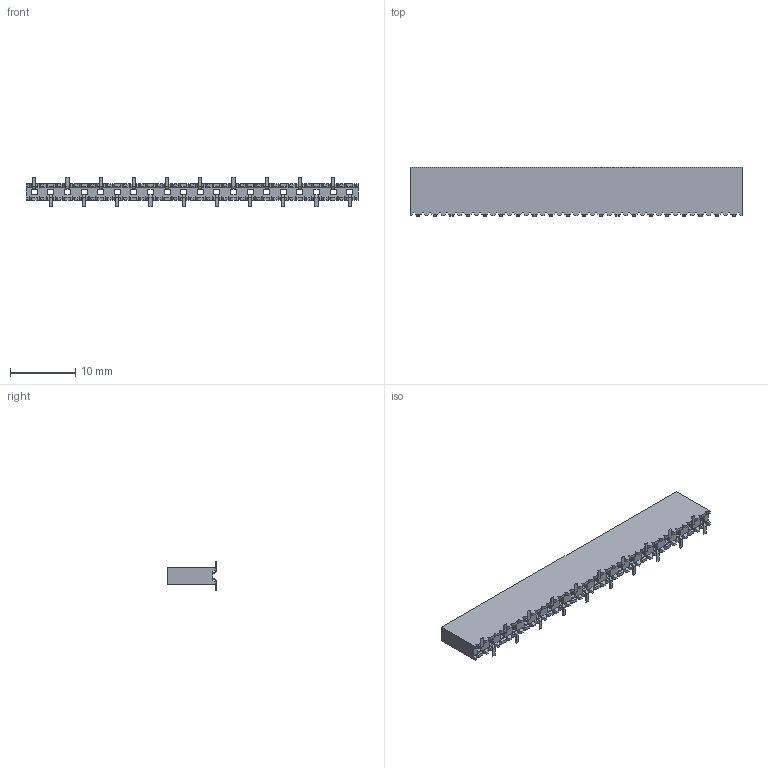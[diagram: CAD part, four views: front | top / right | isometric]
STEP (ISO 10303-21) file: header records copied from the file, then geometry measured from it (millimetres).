
FILE_DESCRIPTION( ( 'STEP AP214' ), ' ' );
FILE_NAME( 'SSM-120-S-SV.stp', '2017-06-27T10:08:39', ( '' ), ( '' ), ' ', 'PARTsolutions', ' ' );
FILE_SCHEMA( ( 'AUTOMOTIVE_DESIGN { 1 0 10303 214 1 1 1 1 }' ) );
Length unit declared in the file: inch
Products named in the file (3): SSM-120-S-SV; _SSM-120-S-SV_body; _C-95-0220
Assembly tree (2 placements, depth 2):
  SSM-120-S-SV
    _SSM-120-S-SV_body
    _C-95-0220
Bounding box: 50.8 x 7.49 x 4.57 mm (x, y, z)
Volume: 785.7 mm3; surface area: 1776.1 mm2
Topology: 2 solids, 2 shells, 729 faces, 2172 edges, 1448 vertices
Faces by surface type: plane 689, cylinder 40
Entity records: 30064 total; most frequent: CARTESIAN_POINT 4352, ORIENTED_EDGE 4344, DIRECTION 3716, EDGE_CURVE 2172, LINE 2092, VECTOR 2092, VERTEX_POINT 1448, AXIS2_PLACEMENT_3D 812
